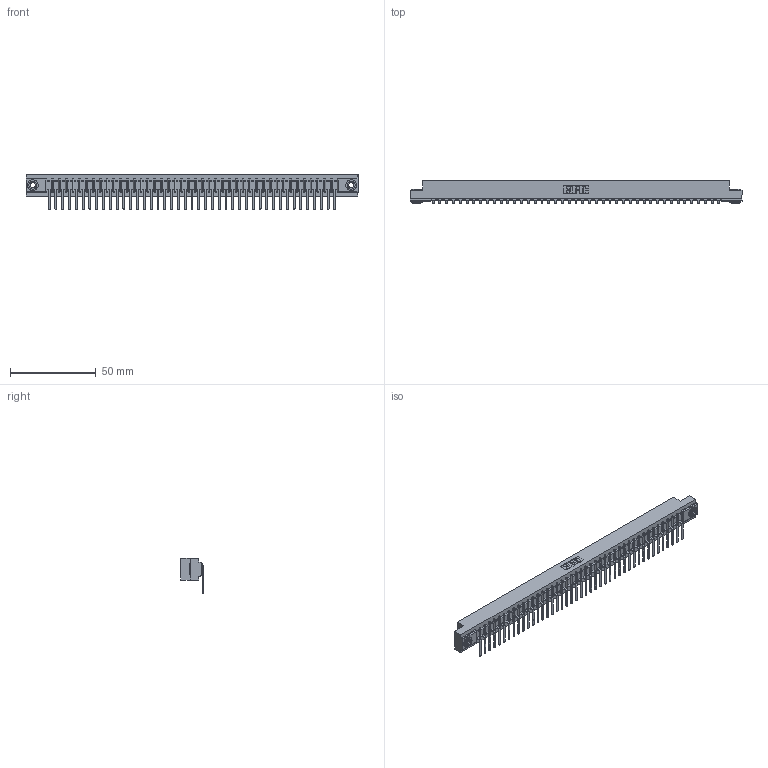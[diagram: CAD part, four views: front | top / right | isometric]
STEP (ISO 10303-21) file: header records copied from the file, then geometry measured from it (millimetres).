
FILE_DESCRIPTION (( 'STEP AP203' ), '1' );
FILE_NAME ('357-043-557-103.STEP', '2019-09-17T11:20:35', ( '' ), ( '' ), 'SwSTEP 2.0', 'SolidWorks 2016', '' );
FILE_SCHEMA (( 'CONFIG_CONTROL_DESIGN' ));
Length unit declared in the file: inch
Products named in the file (4): 307-290-002_557; 307 Part_.156 Dia Mounting Holes; 345-250-002_345-250-002-102; 357-043-557-103
Assembly tree (46 placements, depth 2):
  357-043-557-103
    307 Part_.156 Dia Mounting Holes
    307-290-002_557  x43
    345-250-002_345-250-002-102  x2
Bounding box: 193.4 x 13.36 x 20.66 mm (x, y, z)
Volume: 20820.6 mm3; surface area: 27204.2 mm2
Topology: 46 solids, 46 shells, 3568 faces, 10927 edges, 7162 vertices
Faces by surface type: plane 2115, cylinder 1357, sphere 88, cone 8
Entity records: 38659 total; most frequent: CARTESIAN_POINT 6501, ORIENTED_EDGE 6482, DIRECTION 6331, EDGE_CURVE 3241, VECTOR 2475, LINE 2475, VERTEX_POINT 2098, AXIS2_PLACEMENT_3D 1928
